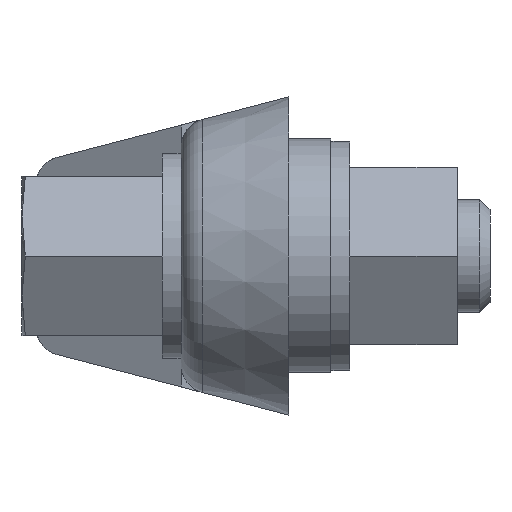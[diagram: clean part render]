
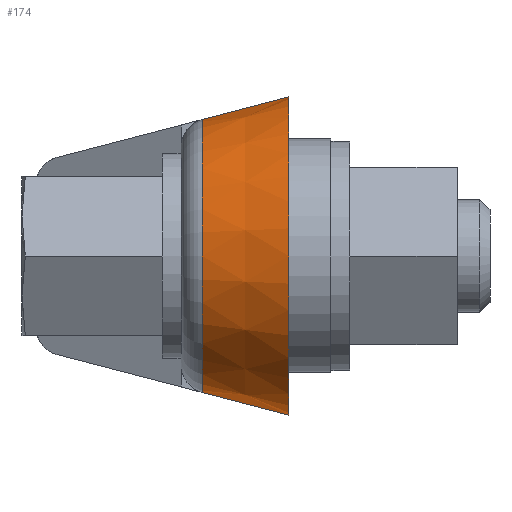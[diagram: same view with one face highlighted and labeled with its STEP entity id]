
A CAD part, front view. The second image highlights one B-rep face of the part: STEP entity #174.
In plain terms, the highlighted conical face has half-angle 14.621 degrees and reference radius 17 mm.
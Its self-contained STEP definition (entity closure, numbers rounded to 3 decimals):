
#174 = ADVANCED_FACE( '', ( #414 ), #415, .T. );
#414 = FACE_OUTER_BOUND( '', #729, .T. );
#415 = CONICAL_SURFACE( '', #730, 17., 0.255 );
#729 = EDGE_LOOP( '', ( #1160, #1161, #1162, #1163 ) );
#730 = AXIS2_PLACEMENT_3D( '', #1164, #1165, #1166 );
#1160 = ORIENTED_EDGE( '', *, *, #1838, .T. );
#1161 = ORIENTED_EDGE( '', *, *, #1841, .F. );
#1162 = ORIENTED_EDGE( '', *, *, #1842, .F. );
#1163 = ORIENTED_EDGE( '', *, *, #1843, .T. );
#1164 = CARTESIAN_POINT( '', ( 0., 0., 0. ) );
#1165 = DIRECTION( '', ( 1., 0., 0. ) );
#1166 = DIRECTION( '', ( 0., 0., -1. ) );
#1838 = EDGE_CURVE( '', #2212, #2210, #2213, .T. );
#1841 = EDGE_CURVE( '', #2216, #2210, #2217, .T. );
#1842 = EDGE_CURVE( '', #2218, #2216, #2219, .T. );
#1843 = EDGE_CURVE( '', #2218, #2212, #2220, .T. );
#2210 = VERTEX_POINT( '', #2759 );
#2212 = VERTEX_POINT( '', #2761 );
#2213 = CIRCLE( '', #2762, 14.585 );
#2216 = VERTEX_POINT( '', #2765 );
#2217 = LINE( '', #2766, #2767 );
#2218 = VERTEX_POINT( '', #2768 );
#2219 = CIRCLE( '', #2769, 17. );
#2220 = LINE( '', #2770, #2771 );
#2759 = CARTESIAN_POINT( '', ( -9.257, 0., -14.585 ) );
#2761 = CARTESIAN_POINT( '', ( -9.257, 0., 14.585 ) );
#2762 = AXIS2_PLACEMENT_3D( '', #3251, #3252, #3253 );
#2765 = CARTESIAN_POINT( '', ( 0., 0., -17. ) );
#2766 = CARTESIAN_POINT( '', ( 0., 0., -17. ) );
#2767 = VECTOR( '', #3257, 1000. );
#2768 = CARTESIAN_POINT( '', ( 0., 0., 17. ) );
#2769 = AXIS2_PLACEMENT_3D( '', #3258, #3259, #3260 );
#2770 = CARTESIAN_POINT( '', ( 0., 0., 17. ) );
#2771 = VECTOR( '', #3261, 1000. );
#3251 = CARTESIAN_POINT( '', ( -9.257, 0., 0. ) );
#3252 = DIRECTION( '', ( 1., 0., 0. ) );
#3253 = DIRECTION( '', ( 0., 0., -1. ) );
#3257 = DIRECTION( '', ( -0.968, 0., 0.252 ) );
#3258 = CARTESIAN_POINT( '', ( 0., 0., 0. ) );
#3259 = DIRECTION( '', ( 1., 0., 0. ) );
#3260 = DIRECTION( '', ( 0., 0., -1. ) );
#3261 = DIRECTION( '', ( -0.968, 0., -0.252 ) );
